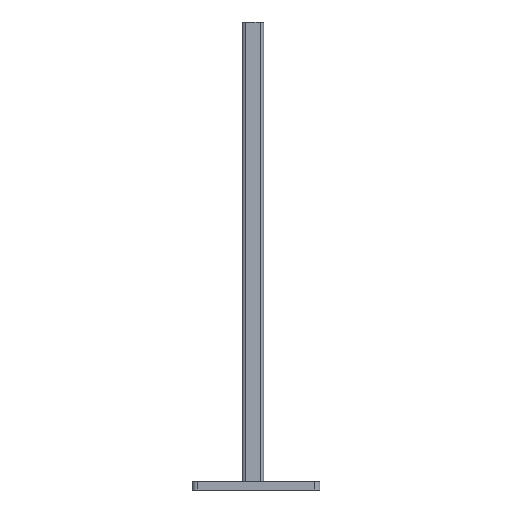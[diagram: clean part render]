
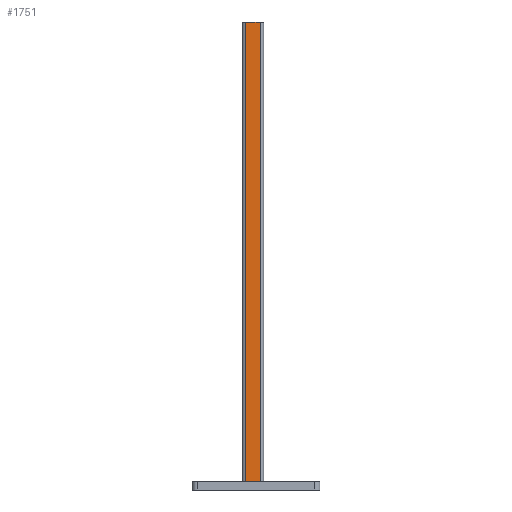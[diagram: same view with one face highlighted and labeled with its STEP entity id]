
A CAD part, left-side view. The second image highlights one B-rep face of the part: STEP entity #1751.
In plain terms, the highlighted planar face has unit normal (-1, 0, 0).
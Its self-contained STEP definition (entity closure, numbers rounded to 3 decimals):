
#232 = EDGE_CURVE ( 'NONE', #576, #1482, #1808, .T. ) ;
#233 = EDGE_CURVE ( 'NONE', #1482, #575, #1812, .T. ) ;
#234 = EDGE_CURVE ( 'NONE', #577, #575, #1814, .T. ) ;
#236 = EDGE_CURVE ( 'NONE', #576, #577, #1818, .T. ) ;
#393 = CARTESIAN_POINT ( 'NONE',  ( -20.5, 17.5, 0. ) ) ;
#394 = CARTESIAN_POINT ( 'NONE',  ( -20.5, 17.5, 450. ) ) ;
#395 = CARTESIAN_POINT ( 'NONE',  ( -20.5, 3.5, 0. ) ) ;
#545 = DIRECTION ( 'NONE',  ( 0., -1., 0. ) ) ;
#546 = CARTESIAN_POINT ( 'NONE',  ( -20.5, 17.5, 450. ) ) ;
#547 = CARTESIAN_POINT ( 'NONE',  ( -20.5, 0., 0. ) ) ;
#548 = DIRECTION ( 'NONE',  ( 0., 0., -1. ) ) ;
#549 = CARTESIAN_POINT ( 'NONE',  ( -20.5, 3.5, 450. ) ) ;
#553 = CARTESIAN_POINT ( 'NONE',  ( -20.5, 0., 450. ) ) ;
#555 = DIRECTION ( 'NONE',  ( 0., 0., -1. ) ) ;
#556 = DIRECTION ( 'NONE',  ( 0., -1., 0. ) ) ;
#575 = VERTEX_POINT ( 'NONE', #395 ) ;
#576 = VERTEX_POINT ( 'NONE', #394 ) ;
#577 = VERTEX_POINT ( 'NONE', #393 ) ;
#1045 = DIRECTION ( 'NONE',  ( 0., 1., 0. ) ) ;
#1047 = DIRECTION ( 'NONE',  ( 1., 0., 0. ) ) ;
#1049 = PLANE ( 'NONE',  #1151 ) ;
#1067 = CARTESIAN_POINT ( 'NONE',  ( -20.5, 0., 450. ) ) ;
#1151 = AXIS2_PLACEMENT_3D ( 'NONE', #1067, #1047, #1045 ) ;
#1482 = VERTEX_POINT ( 'NONE', #2801 ) ;
#1537 = EDGE_LOOP ( 'NONE', ( #2411, #2418, #2413, #2414 ) ) ;
#1751 = ADVANCED_FACE ( 'NONE', ( #2495 ), #1049, .F. ) ;
#1808 = LINE ( 'NONE', #553, #1813 ) ;
#1812 = LINE ( 'NONE', #549, #1815 ) ;
#1813 = VECTOR ( 'NONE', #556, 1000. ) ;
#1814 = LINE ( 'NONE', #547, #1817 ) ;
#1815 = VECTOR ( 'NONE', #548, 1000. ) ;
#1817 = VECTOR ( 'NONE', #545, 1000. ) ;
#1818 = LINE ( 'NONE', #546, #1820 ) ;
#1820 = VECTOR ( 'NONE', #555, 1000. ) ;
#2411 = ORIENTED_EDGE ( 'NONE', *, *, #234, .T. ) ;
#2413 = ORIENTED_EDGE ( 'NONE', *, *, #232, .F. ) ;
#2414 = ORIENTED_EDGE ( 'NONE', *, *, #236, .T. ) ;
#2418 = ORIENTED_EDGE ( 'NONE', *, *, #233, .F. ) ;
#2495 = FACE_OUTER_BOUND ( 'NONE', #1537, .T. ) ;
#2801 = CARTESIAN_POINT ( 'NONE',  ( -20.5, 3.5, 450. ) ) ;
